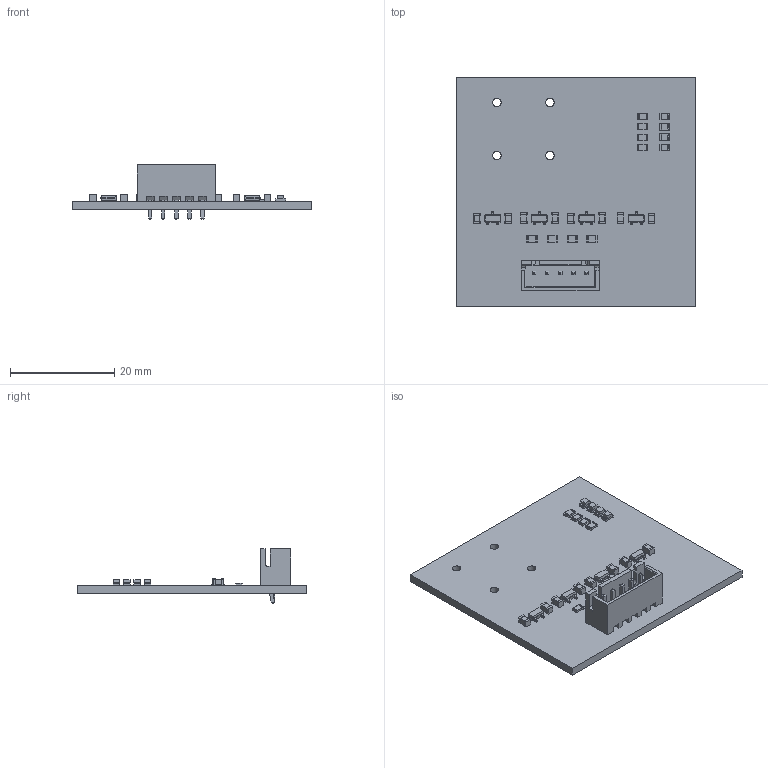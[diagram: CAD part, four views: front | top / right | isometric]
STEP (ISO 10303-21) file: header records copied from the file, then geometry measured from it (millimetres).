
FILE_DESCRIPTION(('KiCad electronic assembly'),'2;1');
FILE_NAME('bms.step','2024-12-02T18:26:35',('Pcbnew'),('Kicad'), 'Open CASCADE STEP processor 7.7','KiCad to STEP converter','Unknown' );
FILE_SCHEMA(('AUTOMOTIVE_DESIGN { 1 0 10303 214 1 1 1 1 }'));
Length unit declared in the file: millimetre
Products named in the file (12): bms 1; R_0805_2012Metric; LED_0805_2012Metric; C_0805_2012Metric; SOT-23; SOT_23; JST_XH_B5B-XH-A_1x05_P2.50mm_Vertical; JST_B5B_XH_A; _autosave-bms_PCB
Assembly tree (31 placements, depth 3):
  bms 1
    R_0805_2012Metric  x8
      R_0805_2012Metric
    LED_0805_2012Metric  x4
      LED_0805_2012Metric
    C_0805_2012Metric  x8
      C_0805_2012Metric
    SOT-23  x4
      SOT_23
    JST_XH_B5B-XH-A_1x05_P2.50mm_Vertical
      JST_B5B_XH_A
    _autosave-bms_PCB
Bounding box: 46 x 44 x 10.4 mm (x, y, z)
Volume: 3570.3 mm3; surface area: 5406.7 mm2
Topology: 26 solids, 26 shells, 1116 faces, 2836 edges, 1802 vertices
Faces by surface type: plane 755, cylinder 253, bspline 108
Full cylindrical faces by diameter (mm): 0.95 x5, 1.6 x4
Entity records: 13423 total; most frequent: CARTESIAN_POINT 2004, ORIENTED_EDGE 1834, DIRECTION 1721, EDGE_CURVE 917, LINE 779, VECTOR 779, VERTEX_POINT 582, AXIS2_PLACEMENT_3D 471
